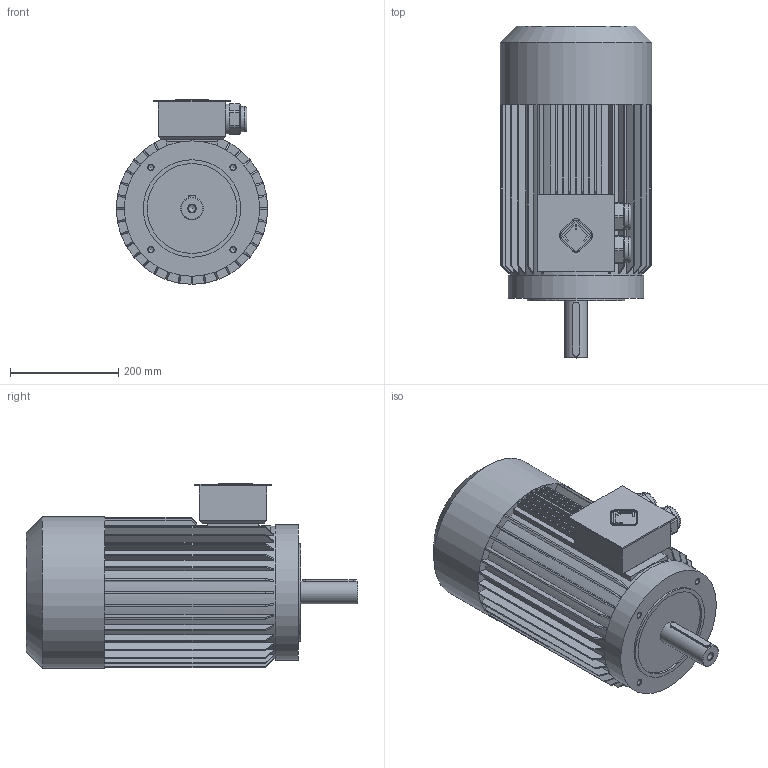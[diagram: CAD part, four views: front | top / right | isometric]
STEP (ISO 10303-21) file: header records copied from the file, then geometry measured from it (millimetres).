
FILE_DESCRIPTION(/* description */ ('Unknown'),/* implementation_level */ '2;1');
FILE_NAME(/* name */ 'AIS160М_В14',/* time_stamp */ '2021-03-24T14:54:58+03:00',/* author */ ('Unknown'),/* organization */ ('Unknown'),/* preprocessor_version */ 'ST-DEVELOPER v16',/* originating_system */ 'DEX',/* authorisation */ $);
FILE_SCHEMA (('AUTOMOTIVE_DESIGN {1 0 10303 214 3 1 1}'));
Length unit declared in the file: millimetre
Products named in the file (1): AIS160ﾌ_ﾂ14
Bounding box: 280 x 613 x 341 mm (x, y, z)
Volume: 27640169.4 mm3; surface area: 959159.4 mm2
Topology: 1 solids, 1 shells, 340 faces, 954 edges, 628 vertices
Faces by surface type: plane 232, cylinder 62, cone 44, torus 2
Full cylindrical faces by diameter (mm): 10.106 x8, 13.835 x2, 42 x1, 47.095 x2, 56.5 x2, 166 x1, 180 x1, 245 x1, 250 x1, 280 x1
Entity records: 13272 total; most frequent: CARTESIAN_POINT 2257, ORIENTED_EDGE 1792, DIRECTION 1777, EDGE_CURVE 896, VERTEX_POINT 610, AXIS2_PLACEMENT_3D 606, LINE 565, VECTOR 565
